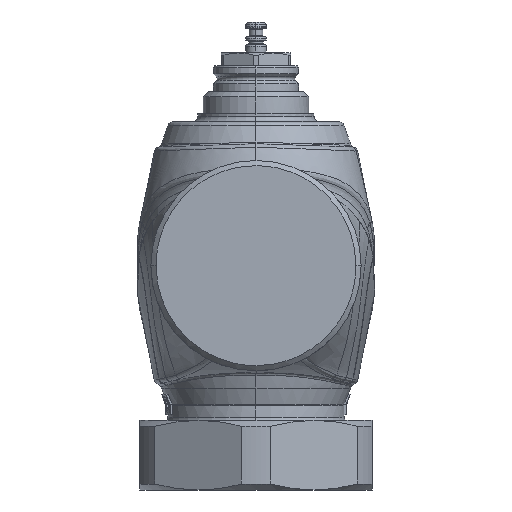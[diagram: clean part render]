
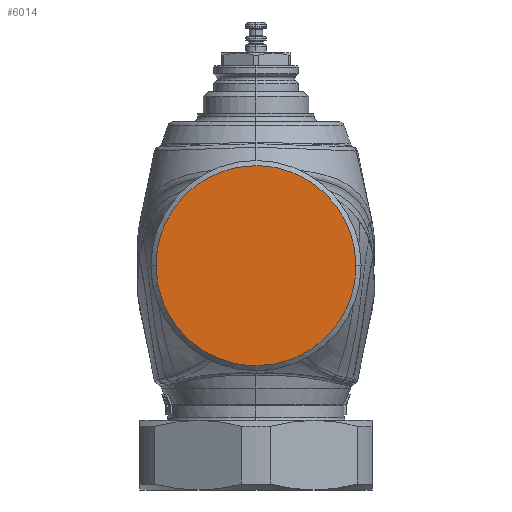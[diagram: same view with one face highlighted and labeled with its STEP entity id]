
A CAD part, left-side view. The second image highlights one B-rep face of the part: STEP entity #6014.
In plain terms, the highlighted planar face has unit normal (-1, 0, 0).
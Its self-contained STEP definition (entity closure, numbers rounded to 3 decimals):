
#5927=CARTESIAN_POINT('Axis2P3D Location',(-75.,0.,0.)) ;
#5933=CARTESIAN_POINT('Control Point',(-75.,0.,38.767)) ;
#5934=CARTESIAN_POINT('Control Point',(-75.,2.462,38.767)) ;
#5935=CARTESIAN_POINT('Control Point',(-75.,4.924,38.571)) ;
#5936=CARTESIAN_POINT('Control Point',(-75.,7.366,38.181)) ;
#5937=CARTESIAN_POINT('Control Point',(-75.,13.334,36.731)) ;
#5938=CARTESIAN_POINT('Control Point',(-75.,18.925,34.132)) ;
#5939=CARTESIAN_POINT('Control Point',(-75.,22.068,32.19)) ;
#5940=CARTESIAN_POINT('Control Point',(-75.,27.836,27.6)) ;
#5941=CARTESIAN_POINT('Control Point',(-75.,32.377,21.793)) ;
#5942=CARTESIAN_POINT('Control Point',(-75.,34.292,18.633)) ;
#5943=CARTESIAN_POINT('Control Point',(-75.,36.815,13.081)) ;
#5944=CARTESIAN_POINT('Control Point',(-75.,38.212,7.169)) ;
#5945=CARTESIAN_POINT('Control Point',(-75.,38.582,4.792)) ;
#5946=CARTESIAN_POINT('Control Point',(-75.,38.767,2.396)) ;
#5947=CARTESIAN_POINT('Control Point',(-75.,38.767,0.)) ;
#5948=CARTESIAN_POINT('Vertex',(-75.,0.,38.767)) ;
#5950=CARTESIAN_POINT('Vertex',(-75.,38.767,0.)) ;
#5954=CARTESIAN_POINT('Control Point',(-75.,38.767,0.)) ;
#5955=CARTESIAN_POINT('Control Point',(-75.,38.767,-3.66)) ;
#5956=CARTESIAN_POINT('Control Point',(-75.,38.335,-7.321)) ;
#5957=CARTESIAN_POINT('Control Point',(-75.,37.471,-10.913)) ;
#5958=CARTESIAN_POINT('Control Point',(-75.,34.911,-17.826)) ;
#5959=CARTESIAN_POINT('Control Point',(-75.,30.813,-23.953)) ;
#5960=CARTESIAN_POINT('Control Point',(-75.,28.41,-26.759)) ;
#5961=CARTESIAN_POINT('Control Point',(-75.,22.987,-31.752)) ;
#5962=CARTESIAN_POINT('Control Point',(-75.,16.55,-35.345)) ;
#5963=CARTESIAN_POINT('Control Point',(-75.,13.133,-36.752)) ;
#5964=CARTESIAN_POINT('Control Point',(-75.,8.421,-38.066)) ;
#5965=CARTESIAN_POINT('Control Point',(-75.,3.592,-38.628)) ;
#5966=CARTESIAN_POINT('Control Point',(-75.,2.396,-38.721)) ;
#5967=CARTESIAN_POINT('Control Point',(-75.,1.198,-38.767)) ;
#5968=CARTESIAN_POINT('Control Point',(-75.,0.,-38.767)) ;
#5969=CARTESIAN_POINT('Vertex',(-75.,0.,-38.767)) ;
#5973=CARTESIAN_POINT('Control Point',(-75.,0.,-38.767)) ;
#5974=CARTESIAN_POINT('Control Point',(-75.,-2.462,-38.767)) ;
#5975=CARTESIAN_POINT('Control Point',(-75.,-4.924,-38.571)) ;
#5976=CARTESIAN_POINT('Control Point',(-75.,-7.366,-38.181)) ;
#5977=CARTESIAN_POINT('Control Point',(-75.,-13.334,-36.731)) ;
#5978=CARTESIAN_POINT('Control Point',(-75.,-18.925,-34.132)) ;
#5979=CARTESIAN_POINT('Control Point',(-75.,-22.068,-32.19)) ;
#5980=CARTESIAN_POINT('Control Point',(-75.,-27.836,-27.6)) ;
#5981=CARTESIAN_POINT('Control Point',(-75.,-32.377,-21.793)) ;
#5982=CARTESIAN_POINT('Control Point',(-75.,-34.292,-18.633)) ;
#5983=CARTESIAN_POINT('Control Point',(-75.,-36.815,-13.081)) ;
#5984=CARTESIAN_POINT('Control Point',(-75.,-38.212,-7.169)) ;
#5985=CARTESIAN_POINT('Control Point',(-75.,-38.582,-4.792)) ;
#5986=CARTESIAN_POINT('Control Point',(-75.,-38.767,-2.396)) ;
#5987=CARTESIAN_POINT('Control Point',(-75.,-38.767,0.)) ;
#5988=CARTESIAN_POINT('Vertex',(-75.,-38.767,0.)) ;
#5992=CARTESIAN_POINT('Control Point',(-75.,-38.767,0.)) ;
#5993=CARTESIAN_POINT('Control Point',(-75.,-38.767,3.66)) ;
#5994=CARTESIAN_POINT('Control Point',(-75.,-38.335,7.321)) ;
#5995=CARTESIAN_POINT('Control Point',(-75.,-37.471,10.913)) ;
#5996=CARTESIAN_POINT('Control Point',(-75.,-34.911,17.826)) ;
#5997=CARTESIAN_POINT('Control Point',(-75.,-30.813,23.953)) ;
#5998=CARTESIAN_POINT('Control Point',(-75.,-28.41,26.759)) ;
#5999=CARTESIAN_POINT('Control Point',(-75.,-22.987,31.752)) ;
#6000=CARTESIAN_POINT('Control Point',(-75.,-16.55,35.345)) ;
#6001=CARTESIAN_POINT('Control Point',(-75.,-13.133,36.752)) ;
#6002=CARTESIAN_POINT('Control Point',(-75.,-8.421,38.066)) ;
#6003=CARTESIAN_POINT('Control Point',(-75.,-3.592,38.628)) ;
#6004=CARTESIAN_POINT('Control Point',(-75.,-2.396,38.721)) ;
#6005=CARTESIAN_POINT('Control Point',(-75.,-1.198,38.767)) ;
#6006=CARTESIAN_POINT('Control Point',(-75.,0.,38.767)) ;
#5928=DIRECTION('Axis2P3D Direction',(1.,0.,0.)) ;
#5929=DIRECTION('Axis2P3D XDirection',(0.,1.,0.)) ;
#5930=AXIS2_PLACEMENT_3D('Plane Axis2P3D',#5927,#5928,#5929) ;
#5931=PLANE('',#5930) ;
#5952=EDGE_CURVE('',#5949,#5951,#5932,.T.) ;
#5971=EDGE_CURVE('',#5951,#5970,#5953,.T.) ;
#5990=EDGE_CURVE('',#5970,#5989,#5972,.T.) ;
#6007=EDGE_CURVE('',#5989,#5949,#5991,.T.) ;
#6009=ORIENTED_EDGE('',*,*,#5952,.T.) ;
#6010=ORIENTED_EDGE('',*,*,#5971,.T.) ;
#6011=ORIENTED_EDGE('',*,*,#5990,.T.) ;
#6012=ORIENTED_EDGE('',*,*,#6007,.T.) ;
#6008=EDGE_LOOP('',(#6009,#6010,#6011,#6012)) ;
#5949=VERTEX_POINT('',#5948) ;
#5951=VERTEX_POINT('',#5950) ;
#5970=VERTEX_POINT('',#5969) ;
#5989=VERTEX_POINT('',#5988) ;
#6014=ADVANCED_FACE('PartBody',(#6013),#5931,.F.) ;
#5932=B_SPLINE_CURVE_WITH_KNOTS('',5,(#5933,#5934,#5935,#5936,#5937,#5938,#5939,#5940,#5941,#5942,#5943,#5944,#5945,#5946,#5947),.UNSPECIFIED.,.F.,.U.,(6,3,3,3,6),(86.118,103.528,129.41,155.292,172.236),.UNSPECIFIED.) ;
#5953=B_SPLINE_CURVE_WITH_KNOTS('',5,(#5954,#5955,#5956,#5957,#5958,#5959,#5960,#5961,#5962,#5963,#5964,#5965,#5966,#5967,#5968),.UNSPECIFIED.,.F.,.U.,(6,3,3,3,6),(0.,25.882,51.764,77.646,86.118),.UNSPECIFIED.) ;
#5972=B_SPLINE_CURVE_WITH_KNOTS('',5,(#5973,#5974,#5975,#5976,#5977,#5978,#5979,#5980,#5981,#5982,#5983,#5984,#5985,#5986,#5987),.UNSPECIFIED.,.F.,.U.,(6,3,3,3,6),(86.118,103.528,129.41,155.292,172.236),.UNSPECIFIED.) ;
#5991=B_SPLINE_CURVE_WITH_KNOTS('',5,(#5992,#5993,#5994,#5995,#5996,#5997,#5998,#5999,#6000,#6001,#6002,#6003,#6004,#6005,#6006),.UNSPECIFIED.,.F.,.U.,(6,3,3,3,6),(0.,25.882,51.764,77.646,86.118),.UNSPECIFIED.) ;
#6013=FACE_OUTER_BOUND('',#6008,.T.) ;
